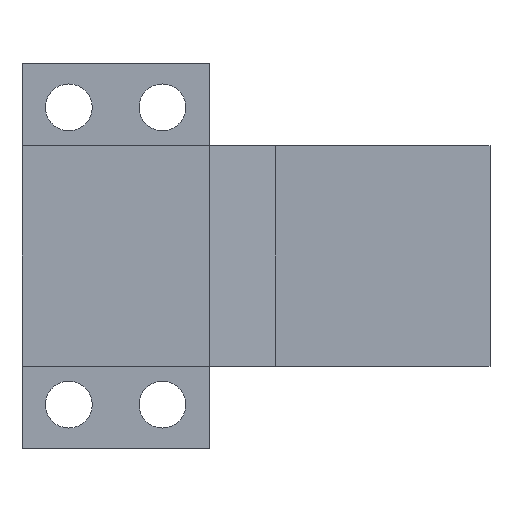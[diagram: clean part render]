
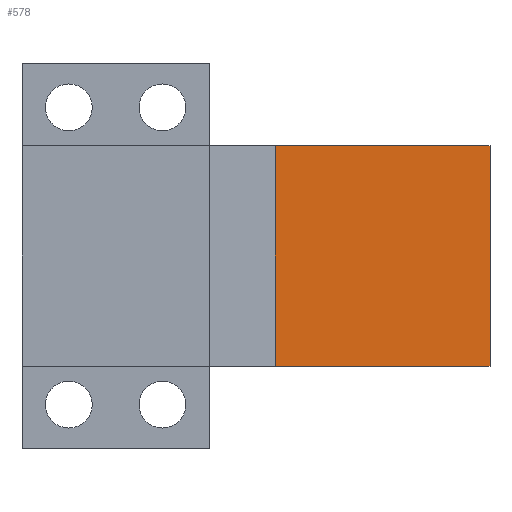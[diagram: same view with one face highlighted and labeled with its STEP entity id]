
A CAD part, front view. The second image highlights one B-rep face of the part: STEP entity #578.
In plain terms, the highlighted planar face has unit normal (0, -1, 0).
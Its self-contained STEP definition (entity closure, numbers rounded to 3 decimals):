
#42=PLANE('',#644);
#68=FACE_OUTER_BOUND('',#109,.T.);
#109=EDGE_LOOP('',(#491,#492,#493,#494));
#146=LINE('',#881,#206);
#173=LINE('',#940,#233);
#177=LINE('',#949,#237);
#178=LINE('',#950,#238);
#206=VECTOR('',#714,10.);
#233=VECTOR('',#765,10.);
#237=VECTOR('',#773,10.);
#238=VECTOR('',#774,10.);
#288=VERTEX_POINT('',#878);
#289=VERTEX_POINT('',#880);
#308=VERTEX_POINT('',#937);
#309=VERTEX_POINT('',#939);
#345=EDGE_CURVE('',#289,#288,#146,.T.);
#374=EDGE_CURVE('',#309,#308,#173,.T.);
#379=EDGE_CURVE('',#289,#308,#177,.T.);
#380=EDGE_CURVE('',#288,#309,#178,.T.);
#491=ORIENTED_EDGE('',*,*,#374,.T.);
#492=ORIENTED_EDGE('',*,*,#379,.F.);
#493=ORIENTED_EDGE('',*,*,#345,.T.);
#494=ORIENTED_EDGE('',*,*,#380,.T.);
#578=ADVANCED_FACE('',(#68),#42,.T.);
#644=AXIS2_PLACEMENT_3D('',#948,#771,#772);
#714=DIRECTION('',(0.,0.,-1.));
#765=DIRECTION('',(0.,0.,1.));
#771=DIRECTION('center_axis',(0.,-1.,0.));
#772=DIRECTION('ref_axis',(0.,0.,-1.));
#773=DIRECTION('',(1.,0.,0.));
#774=DIRECTION('',(1.,0.,0.));
#878=CARTESIAN_POINT('',(-22.,122.,-20.));
#880=CARTESIAN_POINT('',(-22.,122.,20.));
#881=CARTESIAN_POINT('',(-22.,122.,20.));
#937=CARTESIAN_POINT('',(17.,122.,20.));
#939=CARTESIAN_POINT('',(17.,122.,-20.));
#940=CARTESIAN_POINT('',(17.,122.,10.));
#948=CARTESIAN_POINT('Origin',(0.,122.,20.));
#949=CARTESIAN_POINT('',(0.,122.,20.));
#950=CARTESIAN_POINT('',(0.,122.,-20.));
